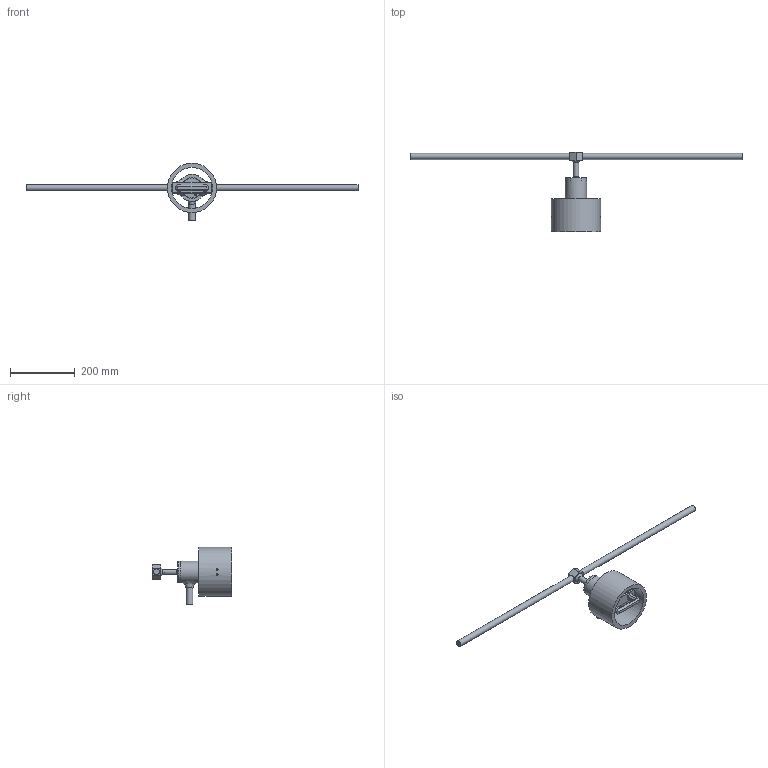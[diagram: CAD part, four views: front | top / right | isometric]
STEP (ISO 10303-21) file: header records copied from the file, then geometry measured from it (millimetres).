
FILE_DESCRIPTION(/* description */ ('STEP AP242','CAx-IF Rec.Pracs.---Representation and Presentation of Product Manufacturing Information (PMI)---4.0---2014-10-13','CAx-IF Rec.Pracs.---3D Tessellated Geometry---0.4---2014-09-14','2;1'),/* implementation_level */ '2;1');
FILE_NAME(/* name */ '6264c50c28942253a908dc30',/* time_stamp */ '2022-04-24T03:33:33+00:00',/* author */ (''),/* organization */ (''),/* preprocessor_version */ 'ST-DEVELOPER v18.101',/* originating_system */ ' ',/* authorisation */ ' ');
FILE_SCHEMA (('AP242_MANAGED_MODEL_BASED_3D_ENGINEERING_MIM_LF { 1 0 10303 442 1 1 4 }'));
Length unit declared in the file: metre
Products named in the file (9): Assembly 1; Part 4; Part 2; 217-2000; Part 3; Part 6; Part 7; Part 5; Part 1
Assembly tree (8 placements, depth 2):
  Assembly 1
    Part 4
    Part 2
    217-2000
    Part 3
    Part 6
    Part 7
    Part 5
    Part 1
Bounding box: 1028.7 x 245.6 x 177.8 mm (x, y, z)
Volume: 1485302.8 mm3; surface area: 293889.3 mm2
Topology: 8 solids, 9 shells, 380 faces, 953 edges, 625 vertices
Faces by surface type: plane 188, bspline 122, cylinder 55, cone 13, torus 2
Full cylindrical faces by diameter (mm): 4.039 x2, 4.521 x6, 4.547 x11, 8 x1, 8.508 x1, 8.636 x2, 17.018 x1, 19.05 x3, 19.304 x2, 19.558 x1, 20.813 x1, 30.074 x1, 62.516 x1, 63.754 x2, 64.008 x1, 64.77 x2, 66.04 x1, 83.82 x2, 127 x1, 152.4 x1
Entity records: 12309 total; most frequent: CARTESIAN_POINT 4009, ORIENTED_EDGE 1772, DIRECTION 1257, EDGE_CURVE 886, VERTEX_POINT 615, FACE_BOUND 511, EDGE_LOOP 509, LINE 485
